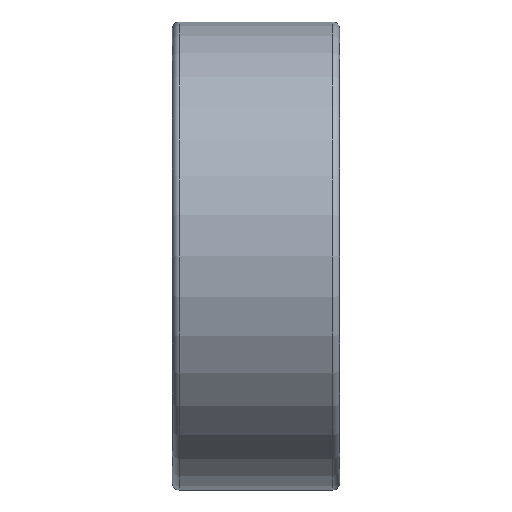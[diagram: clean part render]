
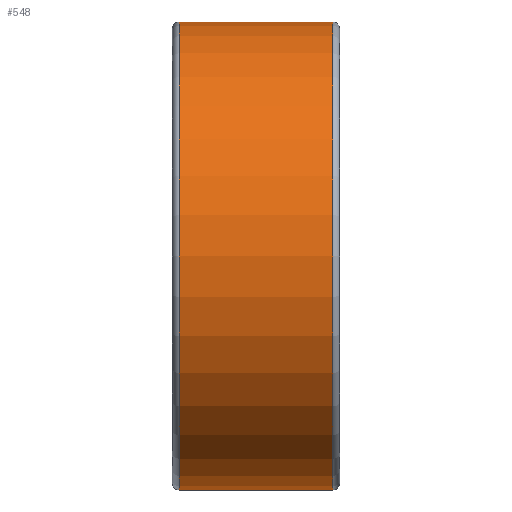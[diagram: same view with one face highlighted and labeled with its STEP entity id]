
A CAD part, front view. The second image highlights one B-rep face of the part: STEP entity #548.
In plain terms, the highlighted cylindrical face has radius 7 mm (diameter 14 mm), a full revolution.
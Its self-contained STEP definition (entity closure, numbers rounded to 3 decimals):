
#59=CYLINDRICAL_SURFACE('',#636,7.);
#92=FACE_OUTER_BOUND('',#195,.T.);
#142=FACE_BOUND('',#196,.T.);
#195=EDGE_LOOP('',(#487));
#196=EDGE_LOOP('',(#488));
#266=CIRCLE('',#635,7.);
#267=CIRCLE('',#637,7.);
#310=VERTEX_POINT('',#997);
#311=VERTEX_POINT('',#1000);
#366=EDGE_CURVE('',#310,#310,#266,.T.);
#367=EDGE_CURVE('',#311,#311,#267,.T.);
#487=ORIENTED_EDGE('',*,*,#366,.T.);
#488=ORIENTED_EDGE('',*,*,#367,.F.);
#548=ADVANCED_FACE('',(#92,#142),#59,.T.);
#635=AXIS2_PLACEMENT_3D('',#998,#815,#816);
#636=AXIS2_PLACEMENT_3D('',#999,#817,#818);
#637=AXIS2_PLACEMENT_3D('',#1001,#819,#820);
#815=DIRECTION('center_axis',(1.,0.,0.));
#816=DIRECTION('ref_axis',(0.,0.,-1.));
#817=DIRECTION('center_axis',(-1.,0.,0.));
#818=DIRECTION('ref_axis',(0.,0.,-1.));
#819=DIRECTION('center_axis',(1.,0.,0.));
#820=DIRECTION('ref_axis',(0.,0.,-1.));
#997=CARTESIAN_POINT('',(0.2,0.,-7.));
#998=CARTESIAN_POINT('Origin',(0.2,0.,0.));
#999=CARTESIAN_POINT('Origin',(5.,0.,0.));
#1000=CARTESIAN_POINT('',(4.8,0.,-7.));
#1001=CARTESIAN_POINT('Origin',(4.8,0.,0.));
